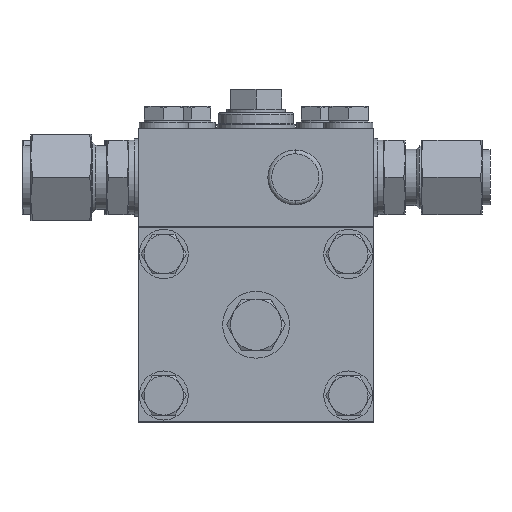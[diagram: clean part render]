
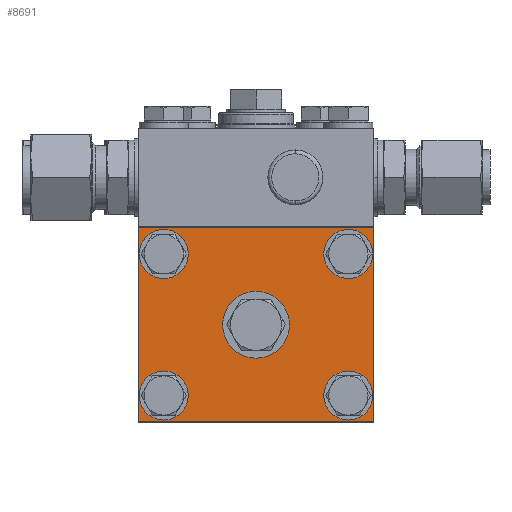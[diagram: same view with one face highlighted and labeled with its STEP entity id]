
A CAD part, front view. The second image highlights one B-rep face of the part: STEP entity #8691.
In plain terms, the highlighted planar face has unit normal (0, -1, 0).
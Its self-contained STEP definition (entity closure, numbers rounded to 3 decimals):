
#38 = LINE ( 'NONE', #3035, #20674 ) ;
#160 = VERTEX_POINT ( 'NONE', #16040 ) ;
#338 = ORIENTED_EDGE ( 'NONE', *, *, #8854, .F. ) ;
#364 = AXIS2_PLACEMENT_3D ( 'NONE', #7688, #22101, #9726 ) ;
#431 = ORIENTED_EDGE ( 'NONE', *, *, #12014, .F. ) ;
#704 = DIRECTION ( 'NONE',  ( 0., -1., 0. ) ) ;
#742 = FACE_OUTER_BOUND ( 'NONE', #23144, .T. ) ;
#1880 = CARTESIAN_POINT ( 'NONE',  ( -6.5, -10., -43. ) ) ;
#1968 = VERTEX_POINT ( 'NONE', #3949 ) ;
#2122 = DIRECTION ( 'NONE',  ( 0., -1., 0. ) ) ;
#2140 = LINE ( 'NONE', #7336, #17863 ) ;
#2501 = ORIENTED_EDGE ( 'NONE', *, *, #14675, .F. ) ;
#2809 = CARTESIAN_POINT ( 'NONE',  ( -30., -10., -16.5 ) ) ;
#2966 = DIRECTION ( 'NONE',  ( 0., 1., 0. ) ) ;
#3020 = EDGE_CURVE ( 'NONE', #26646, #3291, #26559, .T. ) ;
#3035 = CARTESIAN_POINT ( 'NONE',  ( -60., -10., -49.75 ) ) ;
#3291 = VERTEX_POINT ( 'NONE', #4781 ) ;
#3326 = VERTEX_POINT ( 'NONE', #23527 ) ;
#3628 = CIRCLE ( 'NONE', #17706, 6.25 ) ;
#3944 = DIRECTION ( 'NONE',  ( 0., 0., -1. ) ) ;
#3949 = CARTESIAN_POINT ( 'NONE',  ( -60., -10., -49.75 ) ) ;
#4274 = DIRECTION ( 'NONE',  ( 0., -1., 0. ) ) ;
#4445 = ORIENTED_EDGE ( 'NONE', *, *, #22687, .F. ) ;
#4620 = ORIENTED_EDGE ( 'NONE', *, *, #12660, .T. ) ;
#4781 = CARTESIAN_POINT ( 'NONE',  ( -53.5, -10., -36.75 ) ) ;
#4792 = VERTEX_POINT ( 'NONE', #6119 ) ;
#5076 = DIRECTION ( 'NONE',  ( -1., 0., 0. ) ) ;
#5144 = VERTEX_POINT ( 'NONE', #21906 ) ;
#5173 = EDGE_CURVE ( 'NONE', #3326, #24326, #9831, .T. ) ;
#5289 = CARTESIAN_POINT ( 'NONE',  ( -53.5, -10., -7. ) ) ;
#5324 = CARTESIAN_POINT ( 'NONE',  ( -53.5, -10., -43. ) ) ;
#5590 = EDGE_CURVE ( 'NONE', #3291, #26646, #10724, .T. ) ;
#5781 = DIRECTION ( 'NONE',  ( 0., -1., 0. ) ) ;
#5848 = VERTEX_POINT ( 'NONE', #11645 ) ;
#6033 = CARTESIAN_POINT ( 'NONE',  ( -6.5, -10., -7. ) ) ;
#6119 = CARTESIAN_POINT ( 'NONE',  ( -53.5, -10., -13.25 ) ) ;
#6192 = FACE_BOUND ( 'NONE', #13705, .T. ) ;
#6996 = PLANE ( 'NONE',  #26729 ) ;
#7336 = CARTESIAN_POINT ( 'NONE',  ( -60., -10., -0.25 ) ) ;
#7337 = CARTESIAN_POINT ( 'NONE',  ( -6.5, -10., -13.25 ) ) ;
#7371 = DIRECTION ( 'NONE',  ( 0., 0., -1. ) ) ;
#7407 = DIRECTION ( 'NONE',  ( 0., 0., -1. ) ) ;
#7450 = ORIENTED_EDGE ( 'NONE', *, *, #16302, .T. ) ;
#7497 = CIRCLE ( 'NONE', #19148, 6.25 ) ;
#7639 = CARTESIAN_POINT ( 'NONE',  ( -53.5, -10., -0.75 ) ) ;
#7688 = CARTESIAN_POINT ( 'NONE',  ( -6.5, -10., -43. ) ) ;
#7966 = AXIS2_PLACEMENT_3D ( 'NONE', #9339, #23793, #11412 ) ;
#8114 = DIRECTION ( 'NONE',  ( 0., 0., -1. ) ) ;
#8436 = CARTESIAN_POINT ( 'NONE',  ( 0., -10., -0.25 ) ) ;
#8510 = VERTEX_POINT ( 'NONE', #8436 ) ;
#8624 = ORIENTED_EDGE ( 'NONE', *, *, #21555, .F. ) ;
#8691 = ADVANCED_FACE ( 'NONE', ( #742, #11670, #6192, #22007, #16469, #17762 ), #6996, .F. ) ;
#8755 = VERTEX_POINT ( 'NONE', #7337 ) ;
#8854 = EDGE_CURVE ( 'NONE', #4792, #9530, #3628, .T. ) ;
#9202 = VECTOR ( 'NONE', #21160, 1000. ) ;
#9339 = CARTESIAN_POINT ( 'NONE',  ( -53.5, -10., -43. ) ) ;
#9351 = VERTEX_POINT ( 'NONE', #2809 ) ;
#9386 = DIRECTION ( 'NONE',  ( -1., 0., 0. ) ) ;
#9528 = AXIS2_PLACEMENT_3D ( 'NONE', #5289, #19693, #7371 ) ;
#9530 = VERTEX_POINT ( 'NONE', #7639 ) ;
#9570 = LINE ( 'NONE', #15757, #25418 ) ;
#9726 = DIRECTION ( 'NONE',  ( 0., 0., -1. ) ) ;
#9831 = CIRCLE ( 'NONE', #364, 6.25 ) ;
#10094 = EDGE_LOOP ( 'NONE', ( #19642, #15136 ) ) ;
#10112 = AXIS2_PLACEMENT_3D ( 'NONE', #16547, #4274, #18639 ) ;
#10443 = AXIS2_PLACEMENT_3D ( 'NONE', #13055, #704, #15081 ) ;
#10724 = CIRCLE ( 'NONE', #15350, 6.25 ) ;
#11259 = EDGE_CURVE ( 'NONE', #8755, #160, #7497, .T. ) ;
#11412 = DIRECTION ( 'NONE',  ( 0., 0., -1. ) ) ;
#11645 = CARTESIAN_POINT ( 'NONE',  ( 0., -10., -49.75 ) ) ;
#11670 = FACE_BOUND ( 'NONE', #19958, .T. ) ;
#12014 = EDGE_CURVE ( 'NONE', #9530, #4792, #19620, .T. ) ;
#12660 = EDGE_CURVE ( 'NONE', #8510, #26275, #2140, .T. ) ;
#12871 = ORIENTED_EDGE ( 'NONE', *, *, #23054, .F. ) ;
#13055 = CARTESIAN_POINT ( 'NONE',  ( -30., -10., -25. ) ) ;
#13679 = ORIENTED_EDGE ( 'NONE', *, *, #11259, .F. ) ;
#13705 = EDGE_LOOP ( 'NONE', ( #338, #431 ) ) ;
#14408 = CARTESIAN_POINT ( 'NONE',  ( -30., -10., -25. ) ) ;
#14675 = EDGE_CURVE ( 'NONE', #160, #8755, #24162, .T. ) ;
#14690 = LINE ( 'NONE', #25321, #9202 ) ;
#15081 = DIRECTION ( 'NONE',  ( 0., 0., -1. ) ) ;
#15136 = ORIENTED_EDGE ( 'NONE', *, *, #5590, .F. ) ;
#15236 = CARTESIAN_POINT ( 'NONE',  ( -60., -10., -0.25 ) ) ;
#15242 = CARTESIAN_POINT ( 'NONE',  ( -60., -10., -0.25 ) ) ;
#15299 = ORIENTED_EDGE ( 'NONE', *, *, #22322, .F. ) ;
#15350 = AXIS2_PLACEMENT_3D ( 'NONE', #5324, #19736, #7407 ) ;
#15757 = CARTESIAN_POINT ( 'NONE',  ( -60., -10., -49.75 ) ) ;
#16040 = CARTESIAN_POINT ( 'NONE',  ( -6.5, -10., -0.75 ) ) ;
#16223 = DIRECTION ( 'NONE',  ( 0., -1., 0. ) ) ;
#16302 = EDGE_CURVE ( 'NONE', #5848, #8510, #14690, .T. ) ;
#16450 = DIRECTION ( 'NONE',  ( 0., 0., -1. ) ) ;
#16469 = FACE_BOUND ( 'NONE', #23965, .T. ) ;
#16547 = CARTESIAN_POINT ( 'NONE',  ( -6.5, -10., -7. ) ) ;
#17292 = DIRECTION ( 'NONE',  ( 0., 0., 1. ) ) ;
#17523 = CARTESIAN_POINT ( 'NONE',  ( -53.5, -10., -49.25 ) ) ;
#17665 = AXIS2_PLACEMENT_3D ( 'NONE', #1880, #16223, #3944 ) ;
#17674 = ORIENTED_EDGE ( 'NONE', *, *, #5173, .F. ) ;
#17706 = AXIS2_PLACEMENT_3D ( 'NONE', #18105, #5781, #20227 ) ;
#17762 = FACE_BOUND ( 'NONE', #10094, .T. ) ;
#17846 = DIRECTION ( 'NONE',  ( 0., 0., -1. ) ) ;
#17863 = VECTOR ( 'NONE', #9386, 1000. ) ;
#18105 = CARTESIAN_POINT ( 'NONE',  ( -53.5, -10., -7. ) ) ;
#18639 = DIRECTION ( 'NONE',  ( 0., 0., -1. ) ) ;
#19148 = AXIS2_PLACEMENT_3D ( 'NONE', #6033, #20466, #8114 ) ;
#19620 = CIRCLE ( 'NONE', #9528, 6.25 ) ;
#19642 = ORIENTED_EDGE ( 'NONE', *, *, #3020, .F. ) ;
#19693 = DIRECTION ( 'NONE',  ( 0., -1., 0. ) ) ;
#19736 = DIRECTION ( 'NONE',  ( 0., -1., 0. ) ) ;
#19958 = EDGE_LOOP ( 'NONE', ( #15299, #8624 ) ) ;
#20227 = DIRECTION ( 'NONE',  ( 0., 0., -1. ) ) ;
#20466 = DIRECTION ( 'NONE',  ( 0., -1., 0. ) ) ;
#20674 = VECTOR ( 'NONE', #5076, 1000. ) ;
#20752 = CIRCLE ( 'NONE', #10443, 8.5 ) ;
#21160 = DIRECTION ( 'NONE',  ( 0., 0., 1. ) ) ;
#21555 = EDGE_CURVE ( 'NONE', #9351, #5144, #25726, .T. ) ;
#21906 = CARTESIAN_POINT ( 'NONE',  ( -30., -10., -33.5 ) ) ;
#22007 = FACE_BOUND ( 'NONE', #23092, .T. ) ;
#22101 = DIRECTION ( 'NONE',  ( 0., -1., 0. ) ) ;
#22322 = EDGE_CURVE ( 'NONE', #5144, #9351, #20752, .T. ) ;
#22687 = EDGE_CURVE ( 'NONE', #24326, #3326, #24595, .T. ) ;
#23054 = EDGE_CURVE ( 'NONE', #5848, #1968, #38, .T. ) ;
#23092 = EDGE_LOOP ( 'NONE', ( #13679, #2501 ) ) ;
#23144 = EDGE_LOOP ( 'NONE', ( #7450, #4620, #25598, #12871 ) ) ;
#23527 = CARTESIAN_POINT ( 'NONE',  ( -6.5, -10., -36.75 ) ) ;
#23793 = DIRECTION ( 'NONE',  ( 0., -1., 0. ) ) ;
#23965 = EDGE_LOOP ( 'NONE', ( #4445, #17674 ) ) ;
#24162 = CIRCLE ( 'NONE', #10112, 6.25 ) ;
#24326 = VERTEX_POINT ( 'NONE', #26410 ) ;
#24595 = CIRCLE ( 'NONE', #17665, 6.25 ) ;
#25321 = CARTESIAN_POINT ( 'NONE',  ( 0., -10., -49.75 ) ) ;
#25418 = VECTOR ( 'NONE', #17846, 1000. ) ;
#25598 = ORIENTED_EDGE ( 'NONE', *, *, #26345, .T. ) ;
#25652 = AXIS2_PLACEMENT_3D ( 'NONE', #14408, #2122, #16450 ) ;
#25726 = CIRCLE ( 'NONE', #25652, 8.5 ) ;
#26275 = VERTEX_POINT ( 'NONE', #15242 ) ;
#26345 = EDGE_CURVE ( 'NONE', #26275, #1968, #9570, .T. ) ;
#26410 = CARTESIAN_POINT ( 'NONE',  ( -6.5, -10., -49.25 ) ) ;
#26559 = CIRCLE ( 'NONE', #7966, 6.25 ) ;
#26646 = VERTEX_POINT ( 'NONE', #17523 ) ;
#26729 = AXIS2_PLACEMENT_3D ( 'NONE', #15236, #2966, #17292 ) ;
